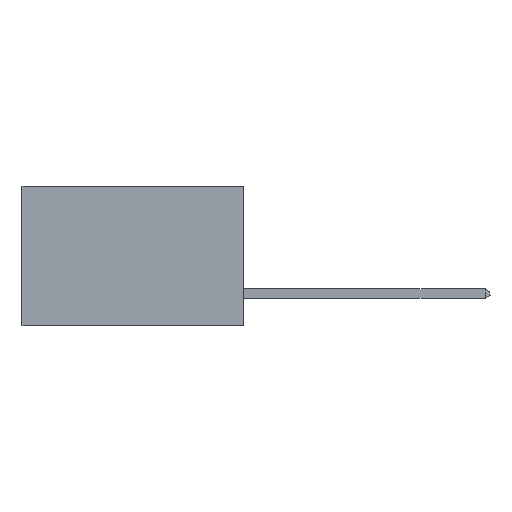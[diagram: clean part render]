
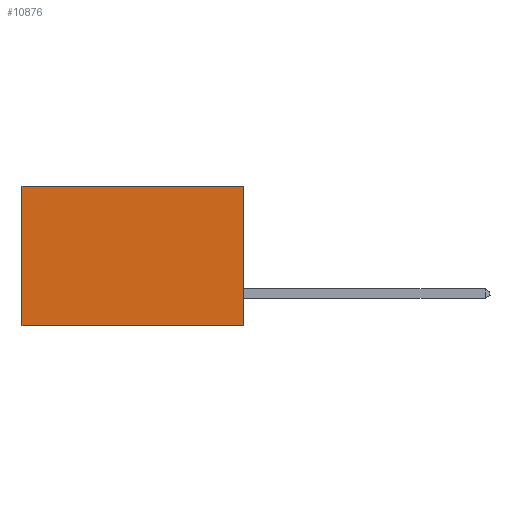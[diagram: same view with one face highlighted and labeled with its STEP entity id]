
A CAD part, left-side view. The second image highlights one B-rep face of the part: STEP entity #10876.
In plain terms, the highlighted planar face has unit normal (-1, 0, 0).
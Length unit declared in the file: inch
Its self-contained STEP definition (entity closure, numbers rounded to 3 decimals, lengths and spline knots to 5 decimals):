
#1118 = EDGE_CURVE ( 'NONE', #1171, #30092, #18904, .T. ) ;
#1171 = VERTEX_POINT ( 'NONE', #4591 ) ;
#1185 = DIRECTION ( 'NONE',  ( 0., 0., -1. ) ) ;
#1878 = LINE ( 'NONE', #8193, #20502 ) ;
#2944 = EDGE_CURVE ( 'NONE', #29698, #1171, #14206, .T. ) ;
#3070 = ORIENTED_EDGE ( 'NONE', *, *, #6499, .T. ) ;
#3509 = DIRECTION ( 'NONE',  ( 0., 1., 0. ) ) ;
#3676 = VECTOR ( 'NONE', #22871, 39.37008 ) ;
#4444 = LINE ( 'NONE', #20415, #3676 ) ;
#4591 = CARTESIAN_POINT ( 'NONE',  ( 0.277, 0., -0.37 ) ) ;
#6499 = EDGE_CURVE ( 'NONE', #29698, #26587, #1878, .T. ) ;
#8062 = DIRECTION ( 'NONE',  ( 0., 1., 0. ) ) ;
#8193 = CARTESIAN_POINT ( 'NONE',  ( 0.277, 0., 0. ) ) ;
#8910 = PLANE ( 'NONE',  #22545 ) ;
#9024 = DIRECTION ( 'NONE',  ( 0., 0., -1. ) ) ;
#9087 = CARTESIAN_POINT ( 'NONE',  ( 0.277, 0., -0.37 ) ) ;
#10696 = FACE_OUTER_BOUND ( 'NONE', #21045, .T. ) ;
#10876 = ADVANCED_FACE ( 'NONE', ( #10696 ), #8910, .F. ) ;
#10968 = CARTESIAN_POINT ( 'NONE',  ( 0.277, 0.59, -0.37 ) ) ;
#11677 = VECTOR ( 'NONE', #3509, 39.37008 ) ;
#14206 = LINE ( 'NONE', #21621, #14967 ) ;
#14967 = VECTOR ( 'NONE', #1185, 39.37008 ) ;
#16501 = DIRECTION ( 'NONE',  ( 1., 0., 0. ) ) ;
#18904 = LINE ( 'NONE', #23695, #11677 ) ;
#19354 = ORIENTED_EDGE ( 'NONE', *, *, #2944, .F. ) ;
#20415 = CARTESIAN_POINT ( 'NONE',  ( 0.277, 0.59, -0.37 ) ) ;
#20502 = VECTOR ( 'NONE', #8062, 39.37008 ) ;
#21045 = EDGE_LOOP ( 'NONE', ( #25597, #27562, #19354, #3070 ) ) ;
#21621 = CARTESIAN_POINT ( 'NONE',  ( 0.277, 0., -0.37 ) ) ;
#22545 = AXIS2_PLACEMENT_3D ( 'NONE', #9087, #16501, #9024 ) ;
#22871 = DIRECTION ( 'NONE',  ( 0., 0., -1. ) ) ;
#23695 = CARTESIAN_POINT ( 'NONE',  ( 0.277, 0., -0.37 ) ) ;
#23763 = CARTESIAN_POINT ( 'NONE',  ( 0.277, 0., 0. ) ) ;
#25597 = ORIENTED_EDGE ( 'NONE', *, *, #28446, .T. ) ;
#26263 = CARTESIAN_POINT ( 'NONE',  ( 0.277, 0.59, 0. ) ) ;
#26587 = VERTEX_POINT ( 'NONE', #26263 ) ;
#27562 = ORIENTED_EDGE ( 'NONE', *, *, #1118, .F. ) ;
#28446 = EDGE_CURVE ( 'NONE', #26587, #30092, #4444, .T. ) ;
#29698 = VERTEX_POINT ( 'NONE', #23763 ) ;
#30092 = VERTEX_POINT ( 'NONE', #10968 ) ;
